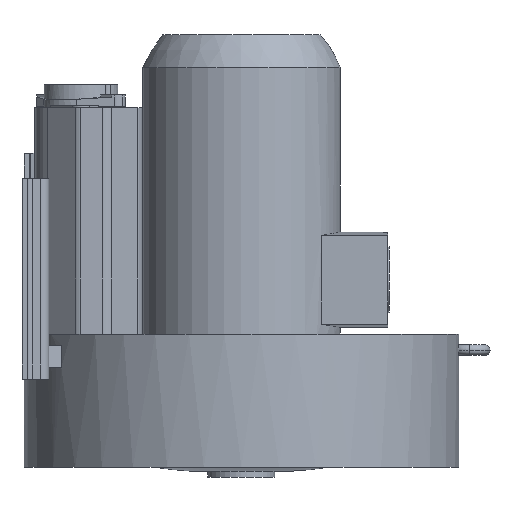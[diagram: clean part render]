
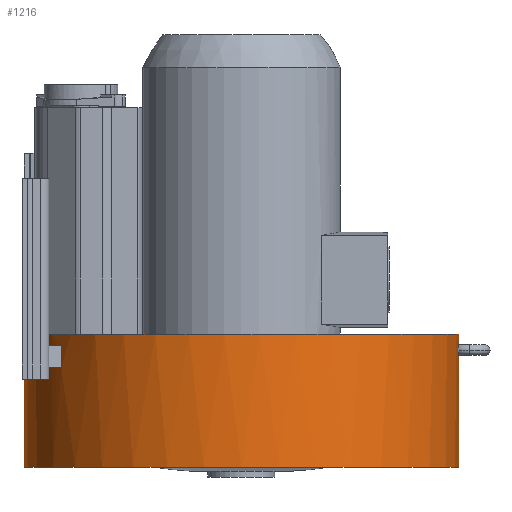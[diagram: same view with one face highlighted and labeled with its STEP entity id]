
A CAD part, front view. The second image highlights one B-rep face of the part: STEP entity #1216.
In plain terms, the highlighted cylindrical face has radius 195 mm (diameter 390 mm), a partial arc.
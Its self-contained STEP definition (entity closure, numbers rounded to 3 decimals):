
#136=ELLIPSE('',#6257,228.872,195.);
#143=B_SPLINE_CURVE_WITH_KNOTS('',3,(#8133,#8134,#8135,#8136,#8137,#8138,
#8139,#8140,#8141,#8142,#8143,#8144),.UNSPECIFIED.,.F.,.F.,(4,2,2,2,2,4),
(0.,0.25,0.5,0.75,0.875,1.),.UNSPECIFIED.);
#165=B_SPLINE_CURVE_WITH_KNOTS('',3,(#9862,#9863,#9864,#9865,#9866,#9867,
#9868,#9869,#9870,#9871,#9872,#9873),.UNSPECIFIED.,.F.,.F.,(4,2,2,2,2,4),
(0.,0.125,0.25,0.5,0.75,1.),.UNSPECIFIED.);
#314=CYLINDRICAL_SURFACE('',#6320,195.);
#896=CIRCLE('',#6241,195.);
#897=CIRCLE('',#6244,195.);
#898=CIRCLE('',#6246,195.);
#901=CIRCLE('',#6250,195.);
#904=CIRCLE('',#6255,195.);
#905=CIRCLE('',#6259,195.);
#926=CIRCLE('',#6318,195.);
#927=CIRCLE('',#6319,195.);
#1216=ADVANCED_FACE('',(#1436,#1437),#314,.T.);
#1436=FACE_BOUND('',#1768,.T.);
#1437=FACE_BOUND('',#1769,.T.);
#1768=EDGE_LOOP('',(#3327,#3328,#3329,#3330,#3331,#3332,#3333,#3334,#3335,
#3336,#3337,#3338,#3339,#3340));
#1769=EDGE_LOOP('',(#3341,#3342,#3343,#3344));
#3327=ORIENTED_EDGE('',*,*,#4733,.F.);
#3328=ORIENTED_EDGE('',*,*,#4781,.F.);
#3329=ORIENTED_EDGE('',*,*,#4806,.T.);
#3330=ORIENTED_EDGE('',*,*,#4731,.T.);
#3331=ORIENTED_EDGE('',*,*,#4807,.T.);
#3332=ORIENTED_EDGE('',*,*,#4735,.F.);
#3333=ORIENTED_EDGE('',*,*,#4728,.T.);
#3334=ORIENTED_EDGE('',*,*,#4726,.T.);
#3335=ORIENTED_EDGE('',*,*,#4722,.F.);
#3336=ORIENTED_EDGE('',*,*,#4720,.T.);
#3337=ORIENTED_EDGE('',*,*,#4778,.F.);
#3338=ORIENTED_EDGE('',*,*,#4717,.T.);
#3339=ORIENTED_EDGE('',*,*,#4777,.F.);
#3340=ORIENTED_EDGE('',*,*,#4028,.F.);
#3341=ORIENTED_EDGE('',*,*,#4716,.T.);
#3342=ORIENTED_EDGE('',*,*,#4714,.T.);
#3343=ORIENTED_EDGE('',*,*,#4712,.F.);
#3344=ORIENTED_EDGE('',*,*,#4711,.F.);
#3470=VERTEX_POINT('',#8132);
#3471=VERTEX_POINT('',#8145);
#3942=VERTEX_POINT('',#9800);
#3943=VERTEX_POINT('',#9802);
#3944=VERTEX_POINT('',#9806);
#3945=VERTEX_POINT('',#9810);
#3946=VERTEX_POINT('',#9816);
#3947=VERTEX_POINT('',#9817);
#3948=VERTEX_POINT('',#9821);
#3949=VERTEX_POINT('',#9823);
#3950=VERTEX_POINT('',#9827);
#3952=VERTEX_POINT('',#9836);
#3953=VERTEX_POINT('',#9840);
#3954=VERTEX_POINT('',#9844);
#3955=VERTEX_POINT('',#9846);
#3956=VERTEX_POINT('',#9861);
#3958=VERTEX_POINT('',#9878);
#3978=VERTEX_POINT('',#9968);
#4028=EDGE_CURVE('',#3470,#3471,#143,.T.);
#4711=EDGE_CURVE('',#3943,#3942,#5189,.T.);
#4712=EDGE_CURVE('',#3942,#3944,#896,.T.);
#4714=EDGE_CURVE('',#3945,#3944,#5191,.T.);
#4716=EDGE_CURVE('',#3943,#3945,#897,.T.);
#4717=EDGE_CURVE('',#3946,#3947,#898,.T.);
#4720=EDGE_CURVE('',#3949,#3948,#901,.T.);
#4722=EDGE_CURVE('',#3949,#3950,#5193,.T.);
#4726=EDGE_CURVE('',#3952,#3950,#904,.T.);
#4728=EDGE_CURVE('',#3953,#3952,#136,.T.);
#4731=EDGE_CURVE('',#3954,#3955,#905,.T.);
#4733=EDGE_CURVE('',#3956,#3470,#165,.T.);
#4735=EDGE_CURVE('',#3953,#3958,#5199,.T.);
#4777=EDGE_CURVE('',#3471,#3947,#5229,.T.);
#4778=EDGE_CURVE('',#3946,#3948,#5230,.T.);
#4781=EDGE_CURVE('',#3978,#3956,#5231,.T.);
#4806=EDGE_CURVE('',#3978,#3954,#926,.T.);
#4807=EDGE_CURVE('',#3955,#3958,#927,.T.);
#5189=LINE('',#9803,#5622);
#5191=LINE('',#9809,#5624);
#5193=LINE('',#9826,#5626);
#5199=LINE('',#9877,#5632);
#5229=LINE('',#9964,#5662);
#5230=LINE('',#9965,#5663);
#5231=LINE('',#9969,#5664);
#5622=VECTOR('',#7793,1.);
#5624=VECTOR('',#7801,1.);
#5626=VECTOR('',#7823,1.);
#5632=VECTOR('',#7847,1.);
#5662=VECTOR('',#7943,1.);
#5663=VECTOR('',#7944,1.);
#5664=VECTOR('',#7949,1.);
#6241=AXIS2_PLACEMENT_3D('',#9805,#7796,#7797);
#6244=AXIS2_PLACEMENT_3D('',#9813,#7805,#7806);
#6246=AXIS2_PLACEMENT_3D('',#9815,#7809,#7810);
#6250=AXIS2_PLACEMENT_3D('',#9822,#7817,#7818);
#6255=AXIS2_PLACEMENT_3D('',#9837,#7829,#7830);
#6257=AXIS2_PLACEMENT_3D('',#9841,#7834,#7835);
#6259=AXIS2_PLACEMENT_3D('',#9847,#7840,#7841);
#6318=AXIS2_PLACEMENT_3D('',#10022,#8008,#8009);
#6319=AXIS2_PLACEMENT_3D('',#10023,#8010,#8011);
#6320=AXIS2_PLACEMENT_3D('',#10024,#8012,#8013);
#7793=DIRECTION('',(0.,0.,1.));
#7796=DIRECTION('',(0.,0.,-1.));
#7797=DIRECTION('',(-1.,0.,0.));
#7801=DIRECTION('',(0.,0.,1.));
#7805=DIRECTION('',(0.,0.,-1.));
#7806=DIRECTION('',(-1.,0.,0.));
#7809=DIRECTION('',(0.,0.,1.));
#7810=DIRECTION('',(-1.,0.,0.));
#7817=DIRECTION('',(0.,0.,-1.));
#7818=DIRECTION('',(-0.991,-0.133,0.));
#7823=DIRECTION('',(0.,0.,-1.));
#7829=DIRECTION('',(0.,0.,-1.));
#7830=DIRECTION('',(-0.988,-0.156,0.));
#7834=DIRECTION('',(0.,0.524,-0.852));
#7835=DIRECTION('',(0.,0.852,0.524));
#7840=DIRECTION('',(0.,0.,-1.));
#7841=DIRECTION('',(-0.876,-0.482,0.));
#7847=DIRECTION('',(0.,0.,1.));
#7943=DIRECTION('',(0.,0.,-1.));
#7944=DIRECTION('',(0.,0.,1.));
#7949=DIRECTION('',(0.,0.,-1.));
#8008=DIRECTION('',(0.,0.,-1.));
#8009=DIRECTION('',(1.,0.,0.));
#8010=DIRECTION('',(0.,0.,-1.));
#8011=DIRECTION('',(-0.95,-0.312,0.));
#8012=DIRECTION('',(0.,0.,1.));
#8013=DIRECTION('',(1.,0.,0.));
#8132=CARTESIAN_POINT('',(194.355,-15.851,75.596));
#8133=CARTESIAN_POINT('',(194.355,-15.851,75.596));
#8134=CARTESIAN_POINT('',(194.355,-15.851,73.975));
#8135=CARTESIAN_POINT('',(194.439,-14.852,72.472));
#8136=CARTESIAN_POINT('',(194.631,-12.079,70.869));
#8137=CARTESIAN_POINT('',(194.729,-10.388,70.712));
#8138=CARTESIAN_POINT('',(194.872,-7.248,71.186));
#8139=CARTESIAN_POINT('',(194.921,-5.745,71.801));
#8140=CARTESIAN_POINT('',(194.968,-3.619,72.906));
#8141=CARTESIAN_POINT('',(194.979,-2.928,73.311));
#8142=CARTESIAN_POINT('',(194.995,-1.529,74.088));
#8143=CARTESIAN_POINT('',(195.,-0.809,74.529));
#8144=CARTESIAN_POINT('',(195.,0.,74.528));
#8145=CARTESIAN_POINT('',(195.,0.,74.528));
#9800=CARTESIAN_POINT('',(-161.694,-108.996,80.));
#9802=CARTESIAN_POINT('',(-161.694,-108.996,60.));
#9803=CARTESIAN_POINT('',(-161.694,-108.996,60.));
#9805=CARTESIAN_POINT('',(0.,0.,80.));
#9806=CARTESIAN_POINT('',(-174.545,-86.942,80.));
#9809=CARTESIAN_POINT('',(-174.545,-86.942,60.));
#9810=CARTESIAN_POINT('',(-174.545,-86.942,60.));
#9813=CARTESIAN_POINT('',(0.,0.,60.));
#9815=CARTESIAN_POINT('',(0.,0.,-29.8));
#9816=CARTESIAN_POINT('',(-195.,0.,-29.8));
#9817=CARTESIAN_POINT('',(195.,0.,-29.8));
#9821=CARTESIAN_POINT('',(-195.,0.,90.));
#9822=CARTESIAN_POINT('',(0.,0.,90.));
#9823=CARTESIAN_POINT('',(-193.257,-26.013,90.));
#9826=CARTESIAN_POINT('',(-193.257,-26.013,90.));
#9827=CARTESIAN_POINT('',(-193.257,-26.013,87.579));
#9836=CARTESIAN_POINT('',(-192.626,-30.335,87.579));
#9837=CARTESIAN_POINT('',(0.,0.,87.579));
#9840=CARTESIAN_POINT('',(-190.525,-41.537,80.696));
#9841=CARTESIAN_POINT('',(0.,0.,106.219));
#9844=CARTESIAN_POINT('',(-170.877,-93.947,90.));
#9846=CARTESIAN_POINT('',(-185.246,-60.9,90.));
#9847=CARTESIAN_POINT('',(0.,0.,90.));
#9861=CARTESIAN_POINT('',(195.,0.,76.663));
#9862=CARTESIAN_POINT('',(195.,0.,76.663));
#9863=CARTESIAN_POINT('',(195.,-0.812,76.663));
#9864=CARTESIAN_POINT('',(194.995,-1.527,77.102));
#9865=CARTESIAN_POINT('',(194.979,-2.924,77.879));
#9866=CARTESIAN_POINT('',(194.968,-3.614,78.283));
#9867=CARTESIAN_POINT('',(194.921,-5.741,79.389));
#9868=CARTESIAN_POINT('',(194.873,-7.204,79.992));
#9869=CARTESIAN_POINT('',(194.731,-10.36,80.481));
#9870=CARTESIAN_POINT('',(194.632,-12.052,80.331));
#9871=CARTESIAN_POINT('',(194.439,-14.841,78.733));
#9872=CARTESIAN_POINT('',(194.355,-15.851,77.225));
#9873=CARTESIAN_POINT('',(194.355,-15.851,75.596));
#9877=CARTESIAN_POINT('',(-190.525,-41.537,80.696));
#9878=CARTESIAN_POINT('',(-190.525,-41.537,90.));
#9964=CARTESIAN_POINT('',(195.,0.,90.));
#9965=CARTESIAN_POINT('',(-195.,0.,-30.6));
#9968=CARTESIAN_POINT('',(195.,0.,90.));
#9969=CARTESIAN_POINT('',(195.,0.,90.));
#10022=CARTESIAN_POINT('',(0.,0.,90.));
#10023=CARTESIAN_POINT('',(0.,0.,90.));
#10024=CARTESIAN_POINT('',(0.,0.,0.));
